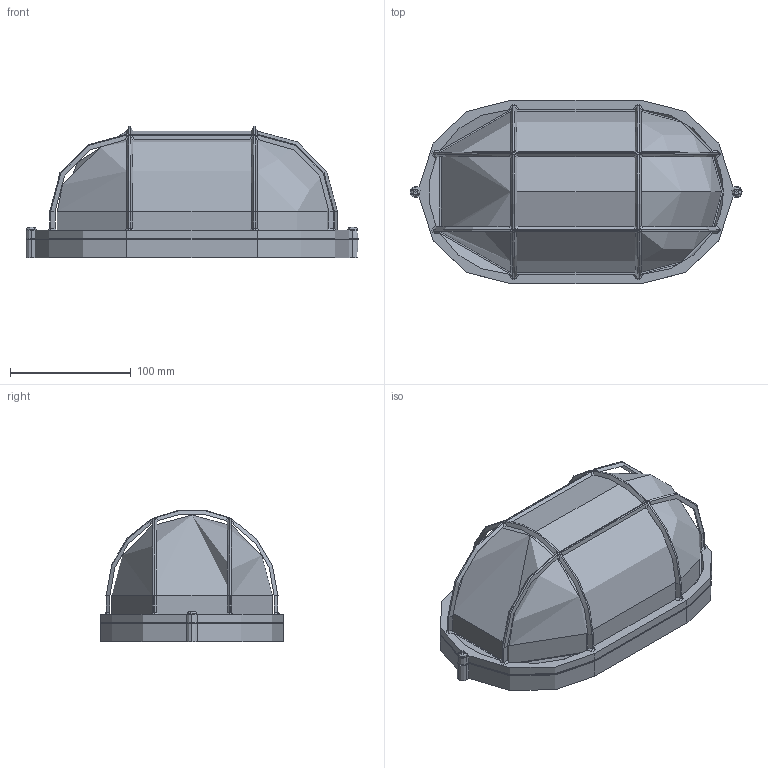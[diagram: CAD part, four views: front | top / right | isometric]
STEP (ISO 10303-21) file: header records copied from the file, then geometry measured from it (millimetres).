
FILE_DESCRIPTION (( 'STEP AP214' ), '1' );
FILE_NAME ('LNPP0-1202-1-100-K02 Ñâåòèëüíèê ÍÏÏ1202 ÷åðíûé_îâàë ñ ðåø. 100Âò IP54 ÈÝÊ.STEP', '2017-06-23T07:35:53', ( '' ), ( '' ), 'SwSTEP 2.0', 'SolidWorks 2014', '' );
FILE_SCHEMA (( 'AUTOMOTIVE_DESIGN' ));
Length unit declared in the file: millimetre
Products named in the file (1): LNPP0-1202-1-100-K02 Ñâåòèëüíèê ÍÏÏ1202 ÷åðíûé_îâàë ñ ðåø. 100Âò IP54  ÈÝÊ
Bounding box: 275 x 152 x 109.23 mm (x, y, z)
Topology: 0 solids, 2 shells, 294 faces, 762 edges, 448 vertices
Faces by surface type: plane 98, cylinder 83, bspline 56, torus 30, cone 20, sphere 7
Entity records: 10095 total; most frequent: CARTESIAN_POINT 3389, ORIENTED_EDGE 1484, DIRECTION 1307, EDGE_CURVE 742, AXIS2_PLACEMENT_3D 506, VERTEX_POINT 448, EDGE_LOOP 308, VECTOR 295
